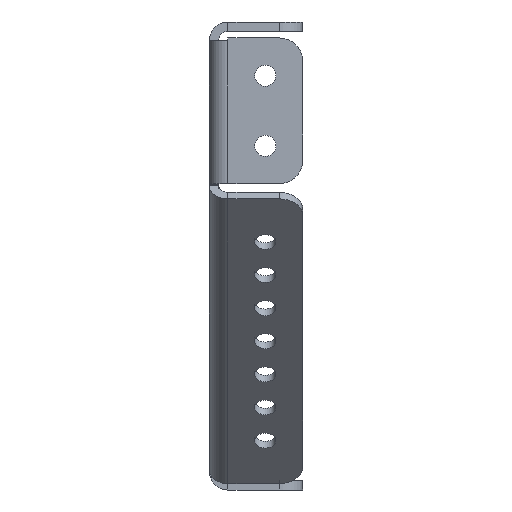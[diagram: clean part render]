
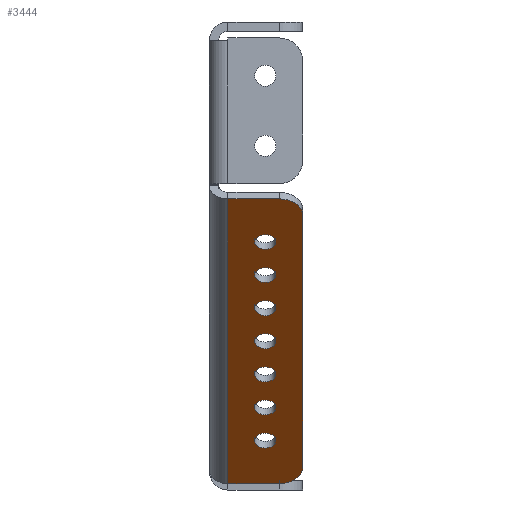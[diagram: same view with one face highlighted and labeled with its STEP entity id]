
A CAD part, left-side view. The second image highlights one B-rep face of the part: STEP entity #3444.
In plain terms, the highlighted planar face has unit normal (-0.707, 0, -0.707).
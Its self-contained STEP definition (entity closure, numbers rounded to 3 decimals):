
#108=FACE_BOUND('',#674,.T.);
#109=FACE_BOUND('',#675,.T.);
#110=FACE_BOUND('',#676,.T.);
#111=FACE_BOUND('',#677,.T.);
#112=FACE_BOUND('',#678,.T.);
#113=FACE_BOUND('',#679,.T.);
#114=FACE_BOUND('',#680,.T.);
#232=PLANE('',#3856);
#406=FACE_OUTER_BOUND('',#673,.T.);
#673=EDGE_LOOP('',(#3008,#3009,#3010,#3011,#3012,#3013));
#674=EDGE_LOOP('',(#3014));
#675=EDGE_LOOP('',(#3015));
#676=EDGE_LOOP('',(#3016));
#677=EDGE_LOOP('',(#3017));
#678=EDGE_LOOP('',(#3018));
#679=EDGE_LOOP('',(#3019));
#680=EDGE_LOOP('',(#3020));
#866=LINE('',#5478,#1110);
#872=LINE('',#5495,#1116);
#975=LINE('',#5791,#1219);
#979=LINE('',#5806,#1223);
#1110=VECTOR('',#4508,10.);
#1116=VECTOR('',#4524,10.);
#1219=VECTOR('',#4845,10.);
#1223=VECTOR('',#4863,10.);
#1253=CIRCLE('',#3482,2.25);
#1255=CIRCLE('',#3485,2.25);
#1257=CIRCLE('',#3488,2.25);
#1259=CIRCLE('',#3491,2.25);
#1261=CIRCLE('',#3494,2.25);
#1263=CIRCLE('',#3497,2.25);
#1265=CIRCLE('',#3500,2.25);
#1416=CIRCLE('',#3731,5.);
#1419=CIRCLE('',#3737,5.);
#1477=VERTEX_POINT('',#4935);
#1479=VERTEX_POINT('',#4941);
#1481=VERTEX_POINT('',#4947);
#1483=VERTEX_POINT('',#4953);
#1485=VERTEX_POINT('',#4959);
#1487=VERTEX_POINT('',#4965);
#1489=VERTEX_POINT('',#4971);
#1657=VERTEX_POINT('',#5465);
#1658=VERTEX_POINT('',#5466);
#1662=VERTEX_POINT('',#5476);
#1666=VERTEX_POINT('',#5488);
#1667=VERTEX_POINT('',#5489);
#1668=VERTEX_POINT('',#5494);
#1777=EDGE_CURVE('',#1477,#1477,#1253,.T.);
#1780=EDGE_CURVE('',#1479,#1479,#1255,.T.);
#1783=EDGE_CURVE('',#1481,#1481,#1257,.T.);
#1786=EDGE_CURVE('',#1483,#1483,#1259,.T.);
#1789=EDGE_CURVE('',#1485,#1485,#1261,.T.);
#1792=EDGE_CURVE('',#1487,#1487,#1263,.T.);
#1795=EDGE_CURVE('',#1489,#1489,#1265,.T.);
#2041=EDGE_CURVE('',#1657,#1658,#1416,.T.);
#2047=EDGE_CURVE('',#1657,#1662,#866,.T.);
#2052=EDGE_CURVE('',#1666,#1667,#1419,.T.);
#2055=EDGE_CURVE('',#1668,#1667,#872,.T.);
#2203=EDGE_CURVE('',#1662,#1668,#975,.T.);
#2211=EDGE_CURVE('',#1666,#1658,#979,.T.);
#3008=ORIENTED_EDGE('',*,*,#2041,.F.);
#3009=ORIENTED_EDGE('',*,*,#2047,.T.);
#3010=ORIENTED_EDGE('',*,*,#2203,.T.);
#3011=ORIENTED_EDGE('',*,*,#2055,.T.);
#3012=ORIENTED_EDGE('',*,*,#2052,.F.);
#3013=ORIENTED_EDGE('',*,*,#2211,.T.);
#3014=ORIENTED_EDGE('',*,*,#1777,.T.);
#3015=ORIENTED_EDGE('',*,*,#1780,.T.);
#3016=ORIENTED_EDGE('',*,*,#1783,.T.);
#3017=ORIENTED_EDGE('',*,*,#1786,.T.);
#3018=ORIENTED_EDGE('',*,*,#1789,.T.);
#3019=ORIENTED_EDGE('',*,*,#1792,.T.);
#3020=ORIENTED_EDGE('',*,*,#1795,.T.);
#3444=ADVANCED_FACE('',(#406,#108,#109,#110,#111,#112,#113,#114),#232,.T.);
#3482=AXIS2_PLACEMENT_3D('',#4936,#3899,#3900);
#3485=AXIS2_PLACEMENT_3D('',#4942,#3906,#3907);
#3488=AXIS2_PLACEMENT_3D('',#4948,#3913,#3914);
#3491=AXIS2_PLACEMENT_3D('',#4954,#3920,#3921);
#3494=AXIS2_PLACEMENT_3D('',#4960,#3927,#3928);
#3497=AXIS2_PLACEMENT_3D('',#4966,#3934,#3935);
#3500=AXIS2_PLACEMENT_3D('',#4972,#3941,#3942);
#3731=AXIS2_PLACEMENT_3D('',#5467,#4498,#4499);
#3737=AXIS2_PLACEMENT_3D('',#5490,#4518,#4519);
#3856=AXIS2_PLACEMENT_3D('',#5809,#4867,#4868);
#3899=DIRECTION('center_axis',(0.707,0.,
0.707));
#3900=DIRECTION('ref_axis',(-0.707,0.,0.707));
#3906=DIRECTION('center_axis',(0.707,0.,
0.707));
#3907=DIRECTION('ref_axis',(-0.707,0.,0.707));
#3913=DIRECTION('center_axis',(0.707,0.,
0.707));
#3914=DIRECTION('ref_axis',(-0.707,0.,0.707));
#3920=DIRECTION('center_axis',(0.707,0.,
0.707));
#3921=DIRECTION('ref_axis',(-0.707,0.,0.707));
#3927=DIRECTION('center_axis',(0.707,0.,
0.707));
#3928=DIRECTION('ref_axis',(-0.707,0.,0.707));
#3934=DIRECTION('center_axis',(0.707,0.,
0.707));
#3935=DIRECTION('ref_axis',(-0.707,0.,0.707));
#3941=DIRECTION('center_axis',(0.707,0.,
0.707));
#3942=DIRECTION('ref_axis',(-0.707,0.,0.707));
#4498=DIRECTION('center_axis',(0.707,0.,
0.707));
#4499=DIRECTION('ref_axis',(-0.5,-0.707,0.5));
#4508=DIRECTION('',(0.,1.,0.));
#4518=DIRECTION('center_axis',(0.707,0.,
0.707));
#4519=DIRECTION('ref_axis',(0.5,-0.707,-0.5));
#4524=DIRECTION('',(0.,-1.,0.));
#4845=DIRECTION('',(0.707,0.,-0.707));
#4863=DIRECTION('',(-0.707,0.,0.707));
#4867=DIRECTION('center_axis',(-0.707,0.,
-0.707));
#4868=DIRECTION('ref_axis',(-0.5,0.707,0.5));
#4935=CARTESIAN_POINT('',(-162.56,-10.,-26.884));
#4936=CARTESIAN_POINT('Origin',(-164.151,-10.,-25.293));
#4941=CARTESIAN_POINT('',(-190.844,-10.,1.4));
#4942=CARTESIAN_POINT('Origin',(-192.435,-10.,2.991));
#4947=CARTESIAN_POINT('',(-169.631,-10.,-19.813));
#4948=CARTESIAN_POINT('Origin',(-171.222,-10.,-18.222));
#4953=CARTESIAN_POINT('',(-155.489,-10.,-33.955));
#4954=CARTESIAN_POINT('Origin',(-157.08,-10.,-32.364));
#4959=CARTESIAN_POINT('',(-183.773,-10.,-5.671));
#4960=CARTESIAN_POINT('Origin',(-185.364,-10.,-4.08));
#4965=CARTESIAN_POINT('',(-176.702,-10.,-12.742));
#4966=CARTESIAN_POINT('Origin',(-178.293,-10.,-11.151));
#4971=CARTESIAN_POINT('',(-148.418,-10.,-41.026));
#4972=CARTESIAN_POINT('Origin',(-150.009,-10.,-39.435));
#5465=CARTESIAN_POINT('',(-201.649,-13.,12.205));
#5466=CARTESIAN_POINT('',(-198.113,-18.,8.669));
#5467=CARTESIAN_POINT('Origin',(-198.113,-13.,8.669));
#5476=CARTESIAN_POINT('',(-201.649,-2.,12.205));
#5478=CARTESIAN_POINT('',(-201.649,-2.,12.205));
#5488=CARTESIAN_POINT('',(-144.331,-18.,-45.113));
#5489=CARTESIAN_POINT('',(-140.795,-13.,-48.649));
#5490=CARTESIAN_POINT('Origin',(-144.331,-13.,-45.113));
#5494=CARTESIAN_POINT('',(-140.795,-2.,-48.649));
#5495=CARTESIAN_POINT('',(-140.795,2.524,-48.649));
#5791=CARTESIAN_POINT('',(-171.222,-2.,-18.222));
#5806=CARTESIAN_POINT('',(-201.649,-18.,12.205));
#5809=CARTESIAN_POINT('Origin',(-171.222,-7.738,-18.222));
